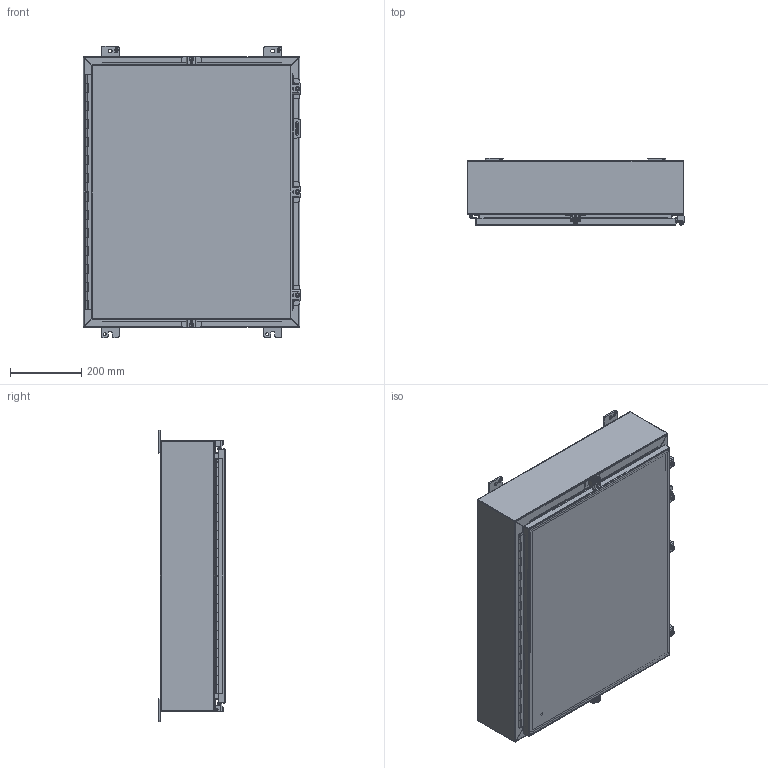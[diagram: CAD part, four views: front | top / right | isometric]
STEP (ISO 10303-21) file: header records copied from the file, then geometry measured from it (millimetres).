
FILE_DESCRIPTION (( 'STEP AP203' ), '1' );
FILE_NAME ('1418N4K6_Default.step', '2019-10-31T22:18:07', ( 'ADC123' ), ( 'Microsoft' ), 'SwSTEP 2.0', 'SolidWorks 2019', '' );
FILE_SCHEMA (( 'CONFIG_CONTROL_DESIGN' ));
Length unit declared in the file: inch
Products named in the file (1): 1418N4K6_Default
Bounding box: 612.8 x 188.9 x 819.15 mm (x, y, z)
Volume: 3996736.6 mm3; surface area: 4094226.7 mm2
Topology: 43 solids, 44 shells, 1600 faces, 4166 edges, 2696 vertices
Faces by surface type: plane 965, cylinder 549, bspline 68, cone 18
Entity records: 51797 total; most frequent: CARTESIAN_POINT 12161, ORIENTED_EDGE 8324, DIRECTION 8092, EDGE_CURVE 4162, LINE 2906, VECTOR 2906, VERTEX_POINT 2696, AXIS2_PLACEMENT_3D 2593
